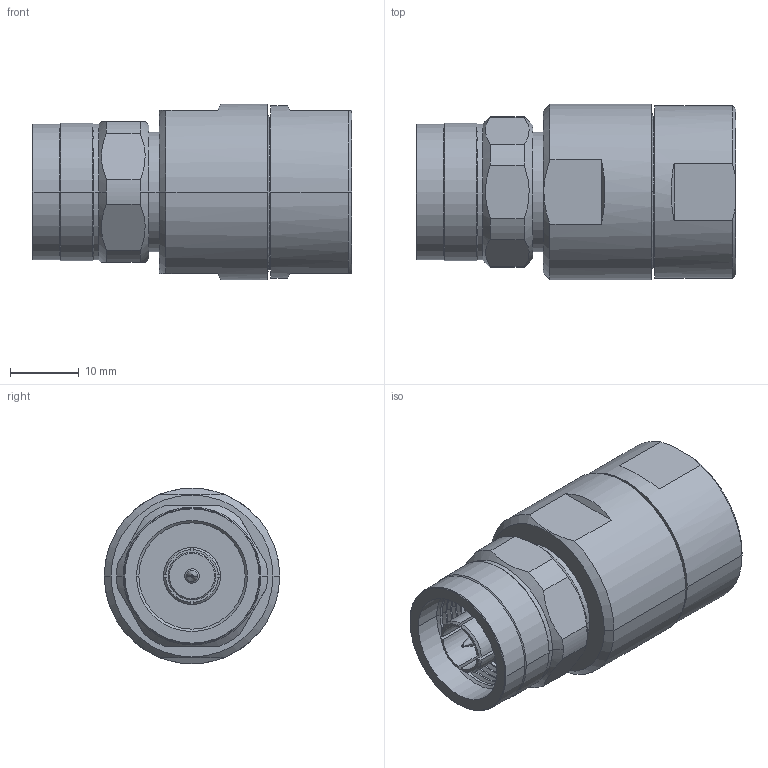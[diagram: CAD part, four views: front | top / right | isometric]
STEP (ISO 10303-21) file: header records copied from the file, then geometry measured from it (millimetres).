
FILE_DESCRIPTION (( 'STEP AP203' ), '1' );
FILE_NAME ('3190-2641(EZ-600-NMC-2-D).STEP', '2020-09-28T07:55:10', ( '' ), ( '' ), 'SwSTEP 2.0', 'SolidWorks 2017', '' );
FILE_SCHEMA (( 'CONFIG_CONTROL_DESIGN' ));
Length unit declared in the file: millimetre
Products named in the file (1): 3190-2641(EZ-600-NMC-2-D)
Bounding box: 46.6 x 25.6 x 25.6 mm (x, y, z)
Volume: 17020.2 mm3; surface area: 6911.5 mm2
Topology: 1 solids, 1 shells, 152 faces, 366 edges, 227 vertices
Faces by surface type: cylinder 56, cone 47, plane 43, bspline 6
Entity records: 4897 total; most frequent: CARTESIAN_POINT 1243, DIRECTION 792, ORIENTED_EDGE 732, EDGE_CURVE 366, AXIS2_PLACEMENT_3D 322, VERTEX_POINT 227, CIRCLE 175, EDGE_LOOP 163
